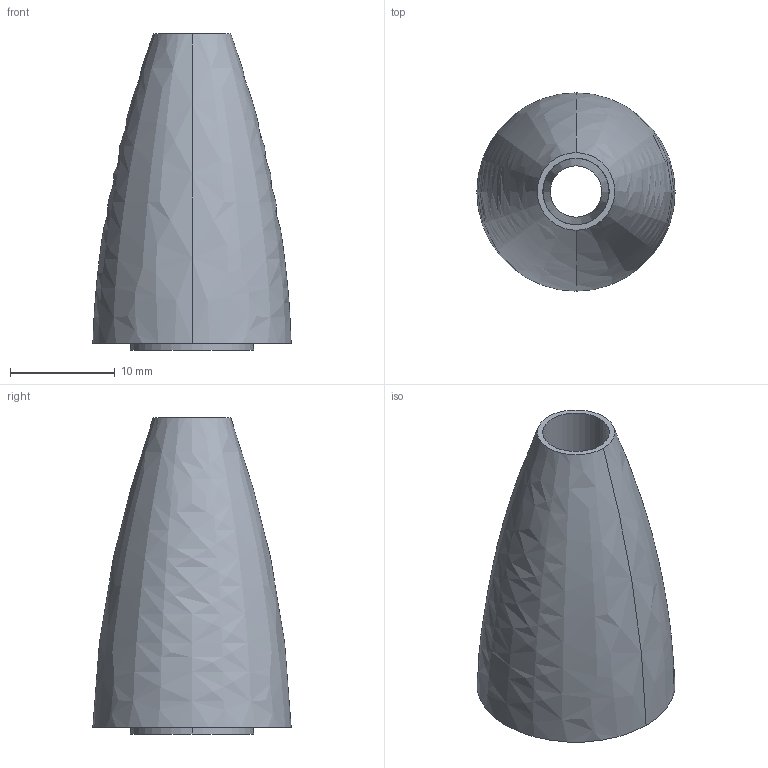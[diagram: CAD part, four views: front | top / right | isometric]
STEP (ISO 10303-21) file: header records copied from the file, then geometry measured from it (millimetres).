
FILE_DESCRIPTION (( 'STEP AP214' ), '1' );
FILE_NAME ('am-2541 4 in mecanum wheel roller.STEP', '2013-12-04T15:16:26', ( '' ), ( '' ), 'SwSTEP 2.0', 'SolidWorks 2010', '' );
FILE_SCHEMA (( 'AUTOMOTIVE_DESIGN' ));
Length unit declared in the file: inch
Products named in the file (1): am-2541 4 in mecanum wheel roller
Bounding box: 18.92 x 18.92 x 30.16 mm (x, y, z)
Surface area: 4157.2 mm2 (no closed solid volume)
Topology: 0 solids, 2 shells, 16 faces, 36 edges, 24 vertices
Faces by surface type: bspline 6, cylinder 4, plane 4, cone 2
Entity records: 1278 total; most frequent: CARTESIAN_POINT 695, DIRECTION 76, ORIENTED_EDGE 64, EDGE_CURVE 36, AXIS2_PLACEMENT_3D 35, CIRCLE 24, VERTEX_POINT 24, EDGE_LOOP 20
